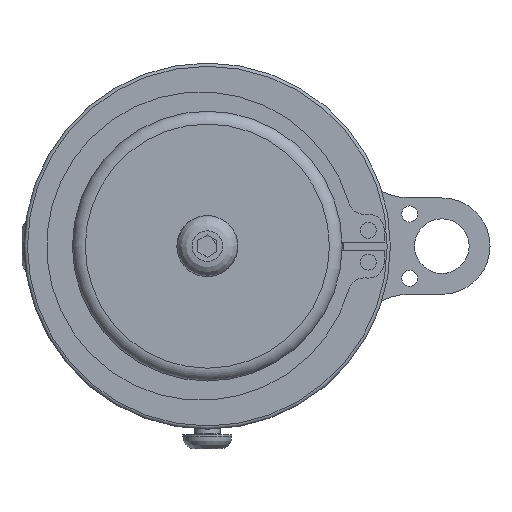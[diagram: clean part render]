
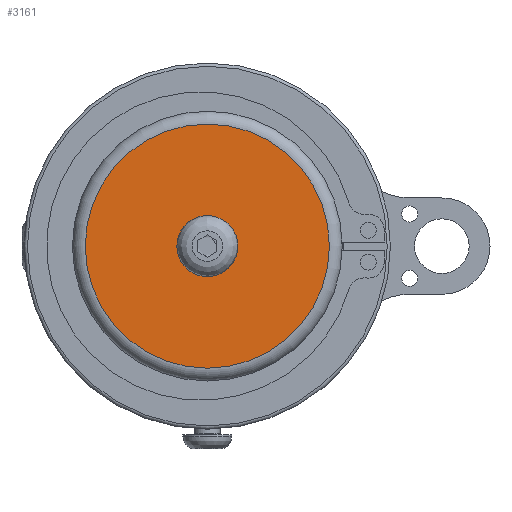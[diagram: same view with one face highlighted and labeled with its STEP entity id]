
A CAD part, left-side view. The second image highlights one B-rep face of the part: STEP entity #3161.
In plain terms, the highlighted planar face has unit normal (-1, 0, 0).
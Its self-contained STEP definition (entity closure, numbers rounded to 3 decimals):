
#100=FACE_BOUND('',#931,.T.);
#182=PLANE('',#3526);
#728=FACE_OUTER_BOUND('',#930,.T.);
#930=EDGE_LOOP('',(#2745,#2746));
#931=EDGE_LOOP('',(#2747,#2748));
#1047=CIRCLE('',#3312,2.5);
#1051=CIRCLE('',#3316,2.5);
#1166=CIRCLE('',#3527,19.);
#1167=CIRCLE('',#3528,19.);
#1303=VERTEX_POINT('',#5063);
#1304=VERTEX_POINT('',#5064);
#1476=VERTEX_POINT('',#5816);
#1477=VERTEX_POINT('',#5817);
#1655=EDGE_CURVE('',#1303,#1304,#1047,.T.);
#1660=EDGE_CURVE('',#1304,#1303,#1051,.T.);
#1909=EDGE_CURVE('',#1476,#1477,#1166,.T.);
#1910=EDGE_CURVE('',#1477,#1476,#1167,.T.);
#2745=ORIENTED_EDGE('',*,*,#1909,.T.);
#2746=ORIENTED_EDGE('',*,*,#1910,.T.);
#2747=ORIENTED_EDGE('',*,*,#1655,.F.);
#2748=ORIENTED_EDGE('',*,*,#1660,.F.);
#3161=ADVANCED_FACE('',(#728,#100),#182,.T.);
#3312=AXIS2_PLACEMENT_3D('',#5065,#3857,#3858);
#3316=AXIS2_PLACEMENT_3D('',#5073,#3866,#3867);
#3526=AXIS2_PLACEMENT_3D('',#5815,#4393,#4394);
#3527=AXIS2_PLACEMENT_3D('',#5818,#4395,#4396);
#3528=AXIS2_PLACEMENT_3D('',#5819,#4397,#4398);
#3857=DIRECTION('center_axis',(-1.,0.,0.));
#3858=DIRECTION('ref_axis',(0.,0.,
-1.));
#3866=DIRECTION('center_axis',(-1.,0.,0.));
#3867=DIRECTION('ref_axis',(0.,0.,
-1.));
#4393=DIRECTION('center_axis',(-1.,0.,0.));
#4394=DIRECTION('ref_axis',(0.,0.,
1.));
#4395=DIRECTION('center_axis',(-1.,0.,0.));
#4396=DIRECTION('ref_axis',(0.,0.,
-1.));
#4397=DIRECTION('center_axis',(-1.,0.,0.));
#4398=DIRECTION('ref_axis',(0.,0.,
-1.));
#5063=CARTESIAN_POINT('',(-100.225,2.5,0.));
#5064=CARTESIAN_POINT('',(-100.225,-2.5,0.));
#5065=CARTESIAN_POINT('Origin',(-100.225,0.,0.));
#5073=CARTESIAN_POINT('Origin',(-100.225,0.,0.));
#5815=CARTESIAN_POINT('Origin',(-100.225,2.5,0.));
#5816=CARTESIAN_POINT('',(-100.225,19.,0.));
#5817=CARTESIAN_POINT('',(-100.225,0.,-19.));
#5818=CARTESIAN_POINT('Origin',(-100.225,0.,0.));
#5819=CARTESIAN_POINT('Origin',(-100.225,0.,0.));
